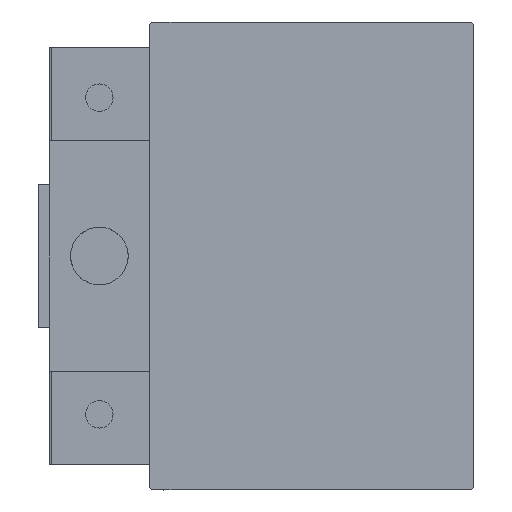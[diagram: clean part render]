
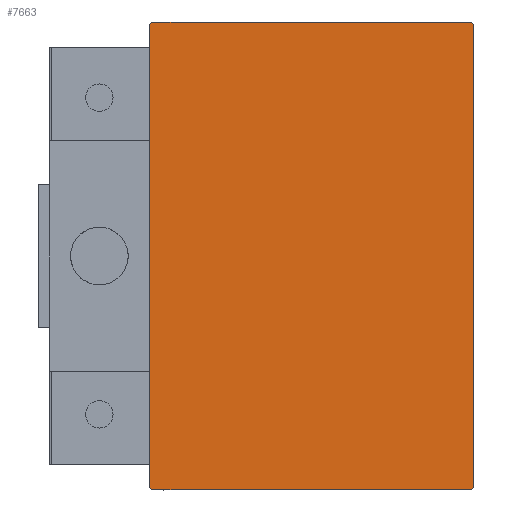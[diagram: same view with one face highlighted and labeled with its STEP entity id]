
A CAD part, left-side view. The second image highlights one B-rep face of the part: STEP entity #7663.
In plain terms, the highlighted face is planar.
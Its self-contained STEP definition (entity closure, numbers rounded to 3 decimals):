
#773 = EDGE_LOOP ( 'NONE', ( #48149, #16417, #35486, #1694, #20068, #32566, #13312, #15601 ) ) ;
#822 = EDGE_CURVE ( 'NONE', #10692, #30859, #4300, .T. ) ;
#1694 = ORIENTED_EDGE ( 'NONE', *, *, #822, .T. ) ;
#1744 = LINE ( 'NONE', #50005, #10073 ) ;
#4300 = LINE ( 'NONE', #27640, #46529 ) ;
#4458 = VERTEX_POINT ( 'NONE', #34648 ) ;
#4546 = CARTESIAN_POINT ( 'NONE',  ( 100., -22.2, -32.5 ) ) ;
#5428 = DIRECTION ( 'NONE',  ( 0., 1., 0. ) ) ;
#5601 = AXIS2_PLACEMENT_3D ( 'NONE', #45663, #25987, #41997 ) ;
#6950 = CARTESIAN_POINT ( 'NONE',  ( 100., 22.5, 32.5 ) ) ;
#7663 = ADVANCED_FACE ( 'NONE', ( #42255 ), #37539, .T. ) ;
#7728 = DIRECTION ( 'NONE',  ( 0., -0.707, 0.707 ) ) ;
#10073 = VECTOR ( 'NONE', #5428, 1000. ) ;
#10647 = DIRECTION ( 'NONE',  ( 0., -1., 0. ) ) ;
#10692 = VERTEX_POINT ( 'NONE', #14619 ) ;
#10716 = CARTESIAN_POINT ( 'NONE',  ( 100., 27.35, -27.35 ) ) ;
#10947 = CARTESIAN_POINT ( 'NONE',  ( 100., 22.5, -32.2 ) ) ;
#12156 = LINE ( 'NONE', #23934, #22370 ) ;
#12512 = VECTOR ( 'NONE', #26681, 1000. ) ;
#13312 = ORIENTED_EDGE ( 'NONE', *, *, #16820, .T. ) ;
#14090 = CARTESIAN_POINT ( 'NONE',  ( 100., 22.5, -32.5 ) ) ;
#14288 = VERTEX_POINT ( 'NONE', #46834 ) ;
#14619 = CARTESIAN_POINT ( 'NONE',  ( 100., 22.5, 32.2 ) ) ;
#15601 = ORIENTED_EDGE ( 'NONE', *, *, #19380, .T. ) ;
#16417 = ORIENTED_EDGE ( 'NONE', *, *, #45471, .T. ) ;
#16820 = EDGE_CURVE ( 'NONE', #31803, #41502, #23874, .T. ) ;
#17534 = CARTESIAN_POINT ( 'NONE',  ( 100., -22.5, -32.2 ) ) ;
#18143 = VECTOR ( 'NONE', #10647, 1000. ) ;
#19380 = EDGE_CURVE ( 'NONE', #41502, #33492, #39722, .T. ) ;
#20068 = ORIENTED_EDGE ( 'NONE', *, *, #34411, .T. ) ;
#20260 = DIRECTION ( 'NONE',  ( 0., -0.707, -0.707 ) ) ;
#22281 = CARTESIAN_POINT ( 'NONE',  ( 100., 22.2, 32.5 ) ) ;
#22370 = VECTOR ( 'NONE', #20260, 1000. ) ;
#22450 = DIRECTION ( 'NONE',  ( 0., 0., 1. ) ) ;
#23437 = LINE ( 'NONE', #6950, #18143 ) ;
#23874 = LINE ( 'NONE', #42796, #35933 ) ;
#23934 = CARTESIAN_POINT ( 'NONE',  ( 100., -27.35, 27.35 ) ) ;
#25421 = VECTOR ( 'NONE', #39977, 1000. ) ;
#25987 = DIRECTION ( 'NONE',  ( 1., 0., 0. ) ) ;
#26681 = DIRECTION ( 'NONE',  ( 0., 0.707, 0.707 ) ) ;
#27640 = CARTESIAN_POINT ( 'NONE',  ( 100., 27.35, 27.35 ) ) ;
#30859 = VERTEX_POINT ( 'NONE', #22281 ) ;
#31803 = VERTEX_POINT ( 'NONE', #42992 ) ;
#32566 = ORIENTED_EDGE ( 'NONE', *, *, #36939, .T. ) ;
#33028 = VERTEX_POINT ( 'NONE', #10947 ) ;
#33492 = VERTEX_POINT ( 'NONE', #4546 ) ;
#34316 = LINE ( 'NONE', #10716, #12512 ) ;
#34411 = EDGE_CURVE ( 'NONE', #30859, #14288, #23437, .T. ) ;
#34648 = CARTESIAN_POINT ( 'NONE',  ( 100., 22.2, -32.5 ) ) ;
#35448 = DIRECTION ( 'NONE',  ( 0., 0., -1. ) ) ;
#35486 = ORIENTED_EDGE ( 'NONE', *, *, #50010, .T. ) ;
#35933 = VECTOR ( 'NONE', #35448, 1000. ) ;
#36939 = EDGE_CURVE ( 'NONE', #14288, #31803, #12156, .T. ) ;
#37539 = PLANE ( 'NONE',  #5601 ) ;
#38710 = LINE ( 'NONE', #14090, #41802 ) ;
#39722 = LINE ( 'NONE', #51779, #25421 ) ;
#39977 = DIRECTION ( 'NONE',  ( 0., 0.707, -0.707 ) ) ;
#41502 = VERTEX_POINT ( 'NONE', #17534 ) ;
#41802 = VECTOR ( 'NONE', #22450, 1000. ) ;
#41997 = DIRECTION ( 'NONE',  ( 0., 0., -1. ) ) ;
#42255 = FACE_OUTER_BOUND ( 'NONE', #773, .T. ) ;
#42796 = CARTESIAN_POINT ( 'NONE',  ( 100., -22.5, 32.5 ) ) ;
#42992 = CARTESIAN_POINT ( 'NONE',  ( 100., -22.5, 32.2 ) ) ;
#45471 = EDGE_CURVE ( 'NONE', #4458, #33028, #34316, .T. ) ;
#45663 = CARTESIAN_POINT ( 'NONE',  ( 100., 0., 0. ) ) ;
#46529 = VECTOR ( 'NONE', #7728, 1000. ) ;
#46547 = EDGE_CURVE ( 'NONE', #33492, #4458, #1744, .T. ) ;
#46834 = CARTESIAN_POINT ( 'NONE',  ( 100., -22.2, 32.5 ) ) ;
#48149 = ORIENTED_EDGE ( 'NONE', *, *, #46547, .T. ) ;
#50005 = CARTESIAN_POINT ( 'NONE',  ( 100., -22.5, -32.5 ) ) ;
#50010 = EDGE_CURVE ( 'NONE', #33028, #10692, #38710, .T. ) ;
#51779 = CARTESIAN_POINT ( 'NONE',  ( 100., -27.35, -27.35 ) ) ;
